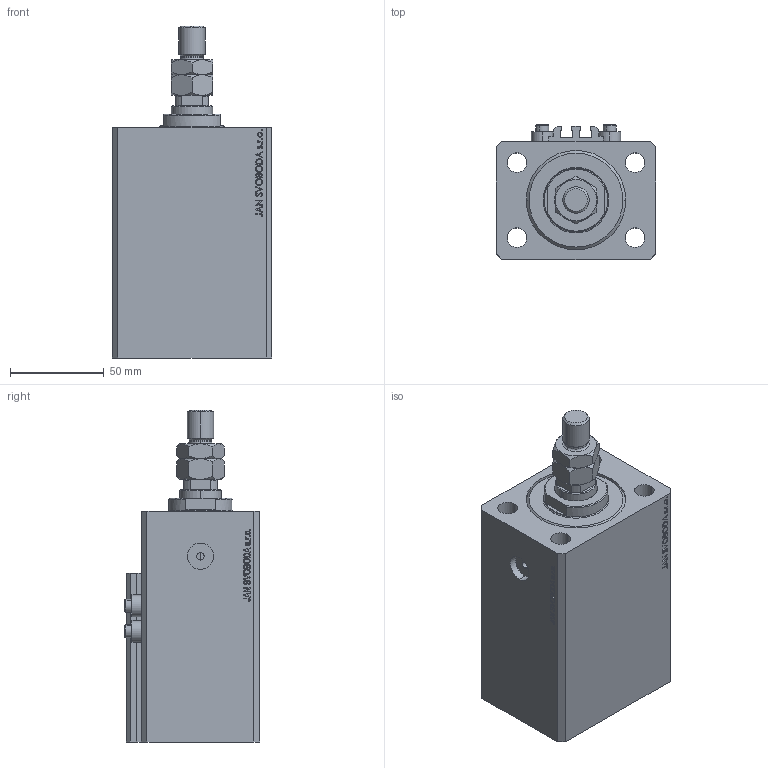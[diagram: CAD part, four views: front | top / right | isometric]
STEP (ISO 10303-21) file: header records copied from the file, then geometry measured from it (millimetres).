
FILE_DESCRIPTION (( 'STEP AP203' ), '1' );
FILE_NAME ('87b0.STEP', '2023-10-10T10:24:23', ( '' ), ( '' ), 'SwSTEP 2.0', 'SolidWorks 2019', '' );
FILE_SCHEMA (( 'CONFIG_CONTROL_DESIGN' ));
Length unit declared in the file: millimetre
Products named in the file (6): V250CE_C_Body 5aad24c44bf6fe7bfeecf5e9ac8ac38c; MTA 5aad24c44bf6fe7bfeecf5e9ac8ac38c; V250CE_VC_C 5aad24c44bf6fe7bfeecf5e9ac8ac38c; V250CE_C_VCP 5aad24c44bf6fe7bfeecf5e9ac8ac38c; 87b0; ALLEN BOLT V250CE 5aad24c44bf6fe7bfeecf5e9ac8ac38c
Assembly tree (8 placements, depth 2):
  87b0
    V250CE_C_Body 5aad24c44bf6fe7bfeecf5e9ac8ac38c
    ALLEN BOLT V250CE 5aad24c44bf6fe7bfeecf5e9ac8ac38c  x4
    V250CE_C_VCP 5aad24c44bf6fe7bfeecf5e9ac8ac38c
    V250CE_VC_C 5aad24c44bf6fe7bfeecf5e9ac8ac38c
    MTA 5aad24c44bf6fe7bfeecf5e9ac8ac38c
Bounding box: 85 x 72 x 177 mm (x, y, z)
Volume: 597397 mm3; surface area: 117226 mm2
Topology: 9 solids, 9 shells, 1087 faces, 2710 edges, 1761 vertices
Faces by surface type: plane 519, bspline 374, cylinder 92, cone 86, torus 16
Entity records: 48943 total; most frequent: CARTESIAN_POINT 26428, ORIENTED_EDGE 5110, DIRECTION 3243, EDGE_CURVE 2555, VERTEX_POINT 1677, VECTOR 1511, LINE 1511, EDGE_LOOP 1138
